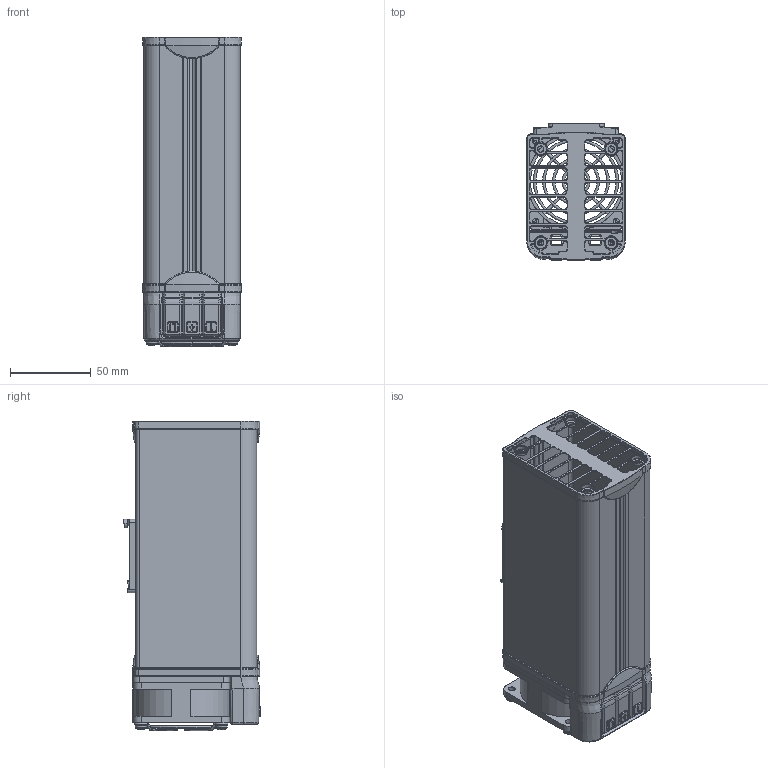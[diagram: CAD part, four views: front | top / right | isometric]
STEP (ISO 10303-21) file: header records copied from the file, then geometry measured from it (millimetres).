
FILE_DESCRIPTION((''),'2;1');
FILE_NAME('ASM0001_ASM','2024-08-26T07:55:28',('klemen.sitar'),('Audax d.o.o.'),'CREO PARAMETRIC BY PTC INC, 2021304','CREO PARAMETRIC BY PTC INC, 2021304','');
FILE_SCHEMA(('AP242_MANAGED_MODEL_BASED_3D_ENGINEERING_MIM_LF { 1 0 10303 442 1 1 4 }'));
Products named in the file (4): SWEEP6_1_2; IMPORTATO1_1_2; DOCUMENT_A_1_2_3_4_ASM; ASM0001_ASM
Assembly tree (3 placements, depth 2):
  ASM0001_ASM
    SWEEP6_1_2
    IMPORTATO1_1_2
    DOCUMENT_A_1_2_3_4_ASM
Bounding box: 61.5 x 85.15 x 191.95 mm (x, y, z)
Volume: 1672.8 mm3; surface area: 72335 mm2
Topology: 2 solids, 354 shells, 1298 faces, 4685 edges, 3712 vertices
Faces by surface type: plane 427, cylinder 376, torus 299, cone 150, bspline 30, sphere 14, extrusion 2
Entity records: 103593 total; most frequent: CARTESIAN_POINT 37791, DIRECTION 8511, ORIENTED_EDGE 7051, PRESENTATION_STYLE_ASSIGNMENT 6331, STYLED_ITEM 6331, CURVE_STYLE 4679, EDGE_CURVE 4677, VERTEX_POINT 3712
